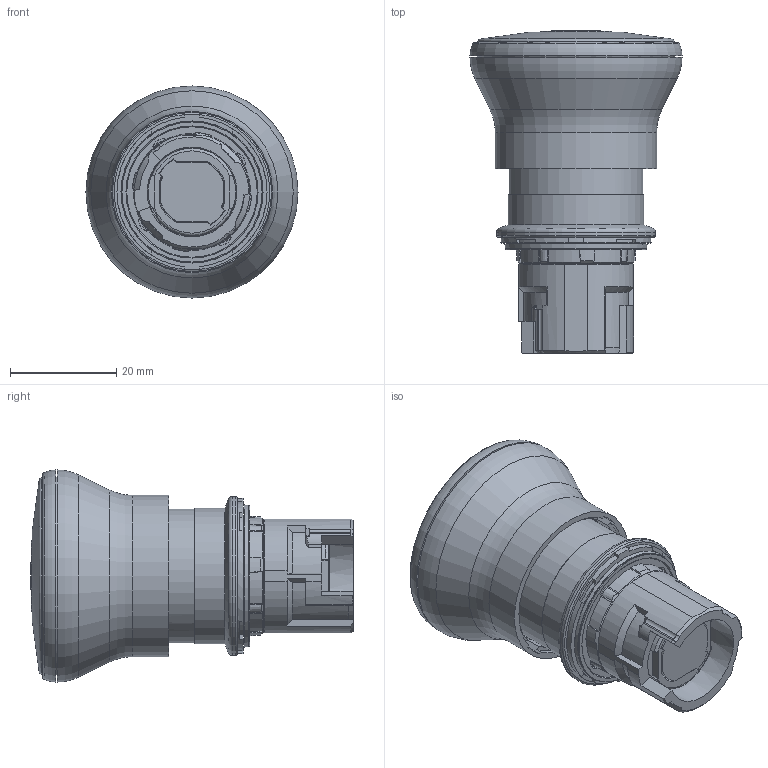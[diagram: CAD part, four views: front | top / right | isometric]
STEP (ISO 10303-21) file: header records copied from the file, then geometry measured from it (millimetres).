
FILE_DESCRIPTION(/* description */ (''),/* implementation_level */ '2;1');
FILE_NAME(/* name */ 'FILE_STP_CAD_DRAWING_LPSB6742_CATALOG_prt.stp',/* time_stamp */ '2020-10-16T13:42:47+02:00',/* author */ (''),/* organization */ (''),/* preprocessor_version */ 'ST-DEVELOPER v16.7',/* originating_system */ 'SIEMENS PLM Software NX 12.0',/* authorisation */ '');
FILE_SCHEMA (('AUTOMOTIVE_DESIGN { 1 0 10303 214 3 1 1 1 }'));
Length unit declared in the file: millimetre
Products named in the file (1): LPSB6742_CATALOG
Bounding box: 40 x 60.85 x 40 mm (x, y, z)
Surface area: 12268.6 mm2 (no closed solid volume)
Topology: 0 solids, 8 shells, 250 faces, 867 edges, 623 vertices
Faces by surface type: plane 101, cone 72, cylinder 48, torus 16, bspline 10, sphere 3
Full cylindrical faces by diameter (mm): 13.2 x1, 17.2 x1, 25.3 x1, 25.6 x1, 26.4 x1, 30 x1, 30.4 x1, 37 x1
Entity records: 10146 total; most frequent: CARTESIAN_POINT 2880, DIRECTION 1523, ORIENTED_EDGE 1393, EDGE_CURVE 834, VERTEX_POINT 613, AXIS2_PLACEMENT_3D 608, CIRCLE 330, LINE 307
